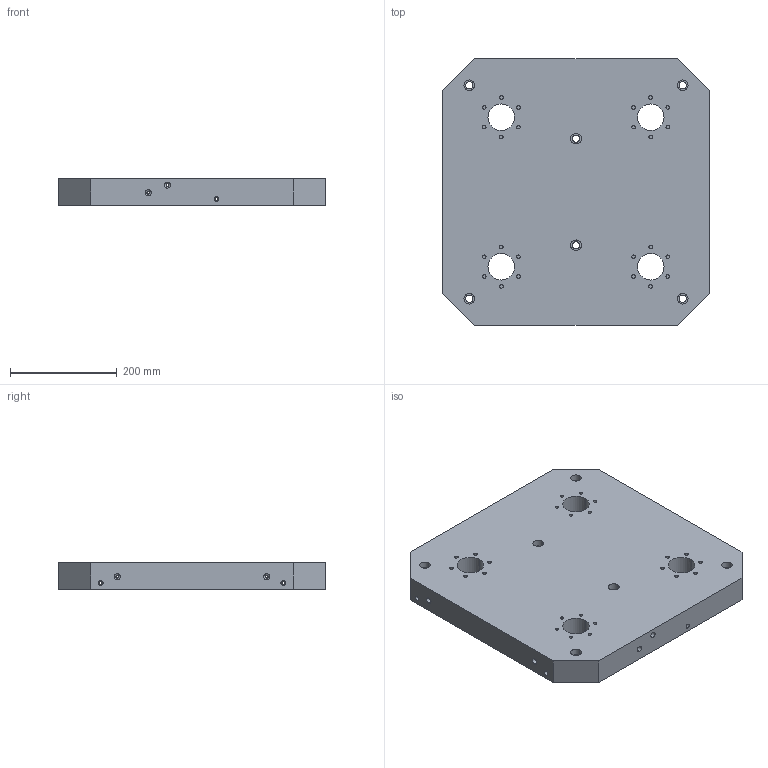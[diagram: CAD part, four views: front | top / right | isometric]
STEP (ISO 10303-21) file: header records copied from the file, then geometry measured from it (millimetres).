
FILE_DESCRIPTION(('modularis output'),'2;1');
FILE_NAME('EH1990160.stp','14:17:58 2003/08/28',( 'modularis software ag'),('modularis software ag'), 'unknown preprocess','ACIS','unknown authorization');
FILE_SCHEMA(('CONFIG_CONTROL_DESIGN {UNKNOWN IMPLEMENTATION LEVEL}'));
Length unit declared in the file: millimetre
Products named in the file (1): PRODUCT_ID_1
Bounding box: 500 x 500 x 50 mm (x, y, z)
Volume: 11538664 mm3; surface area: 680238.8 mm2
Topology: 1 solids, 1 shells, 220 faces, 502 edges, 300 vertices
Faces by surface type: cylinder 150, plane 42, cone 28
Entity records: 5720 total; most frequent: CARTESIAN_POINT 1331, ORIENTED_EDGE 1004, DIRECTION 732, EDGE_CURVE 502, VERTEX_POINT 300, EDGE_LOOP 286, FACE_BOUND 286, AXIS2_PLACEMENT_3D 261
